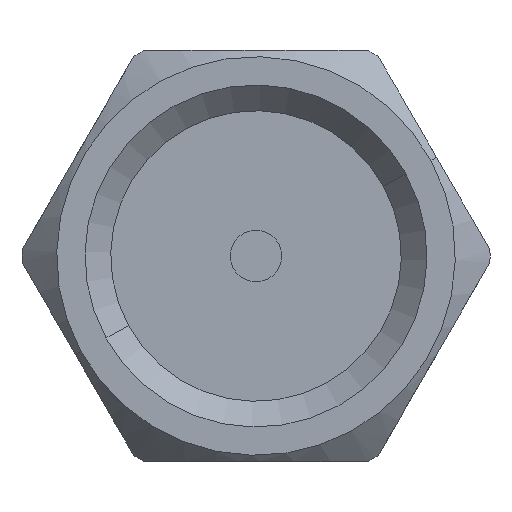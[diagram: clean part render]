
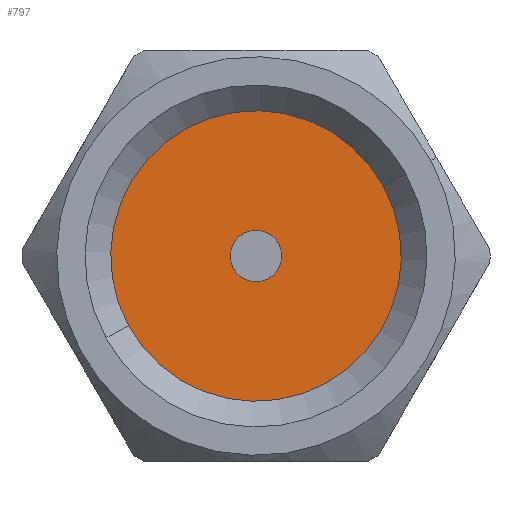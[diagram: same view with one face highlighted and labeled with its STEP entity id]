
A CAD part, left-side view. The second image highlights one B-rep face of the part: STEP entity #797.
In plain terms, the highlighted face is planar.
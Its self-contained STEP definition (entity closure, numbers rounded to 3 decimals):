
#797 = ADVANCED_FACE('',(#798,#863),#813,.T.);
#798 = FACE_BOUND('',#799,.T.);
#799 = EDGE_LOOP('',(#800,#836));
#800 = ORIENTED_EDGE('',*,*,#801,.T.);
#801 = EDGE_CURVE('',#802,#804,#806,.T.);
#802 = VERTEX_POINT('',#803);
#803 = CARTESIAN_POINT('',(-1.354,10.25,-8.679));
#804 = VERTEX_POINT('',#805);
#805 = CARTESIAN_POINT('',(1.354,10.25,-3.721));
#806 = SURFACE_CURVE('',#807,(#812,#824),.PCURVE_S1.);
#807 = CIRCLE('',#808,2.825);
#808 = AXIS2_PLACEMENT_3D('',#809,#810,#811);
#809 = CARTESIAN_POINT('',(0.,10.25,-6.2));
#810 = DIRECTION('',(0.,1.,0.));
#811 = DIRECTION('',(0.,-0.,1.));
#812 = PCURVE('',#813,#818);
#813 = PLANE('',#814);
#814 = AXIS2_PLACEMENT_3D('',#815,#816,#817);
#815 = CARTESIAN_POINT('',(0.,10.25,-3.375));
#816 = DIRECTION('',(0.,1.,0.));
#817 = DIRECTION('',(1.,0.,0.));
#818 = DEFINITIONAL_REPRESENTATION('',(#819),#823);
#819 = CIRCLE('',#820,2.825);
#820 = AXIS2_PLACEMENT_2D('',#821,#822);
#821 = CARTESIAN_POINT('',(0.,2.825));
#822 = DIRECTION('',(0.,-1.));
#823 = ( GEOMETRIC_REPRESENTATION_CONTEXT(2) 
PARAMETRIC_REPRESENTATION_CONTEXT() REPRESENTATION_CONTEXT('2D SPACE',''
  ) );
#824 = PCURVE('',#825,#830);
#825 = CYLINDRICAL_SURFACE('',#826,2.825);
#826 = AXIS2_PLACEMENT_3D('',#827,#828,#829);
#827 = CARTESIAN_POINT('',(0.,4.125,-6.2));
#828 = DIRECTION('',(0.,1.,0.));
#829 = DIRECTION('',(0.479,0.,0.878));
#830 = DEFINITIONAL_REPRESENTATION('',(#831),#835);
#831 = LINE('',#832,#833);
#832 = CARTESIAN_POINT('',(-0.5,6.125));
#833 = VECTOR('',#834,1.);
#834 = DIRECTION('',(1.,0.));
#835 = ( GEOMETRIC_REPRESENTATION_CONTEXT(2) 
PARAMETRIC_REPRESENTATION_CONTEXT() REPRESENTATION_CONTEXT('2D SPACE',''
  ) );
#836 = ORIENTED_EDGE('',*,*,#837,.T.);
#837 = EDGE_CURVE('',#804,#802,#838,.T.);
#838 = SURFACE_CURVE('',#839,(#844,#851),.PCURVE_S1.);
#839 = CIRCLE('',#840,2.825);
#840 = AXIS2_PLACEMENT_3D('',#841,#842,#843);
#841 = CARTESIAN_POINT('',(0.,10.25,-6.2));
#842 = DIRECTION('',(0.,1.,0.));
#843 = DIRECTION('',(0.,-0.,1.));
#844 = PCURVE('',#813,#845);
#845 = DEFINITIONAL_REPRESENTATION('',(#846),#850);
#846 = CIRCLE('',#847,2.825);
#847 = AXIS2_PLACEMENT_2D('',#848,#849);
#848 = CARTESIAN_POINT('',(0.,2.825));
#849 = DIRECTION('',(0.,-1.));
#850 = ( GEOMETRIC_REPRESENTATION_CONTEXT(2) 
PARAMETRIC_REPRESENTATION_CONTEXT() REPRESENTATION_CONTEXT('2D SPACE',''
  ) );
#851 = PCURVE('',#852,#857);
#852 = CYLINDRICAL_SURFACE('',#853,2.825);
#853 = AXIS2_PLACEMENT_3D('',#854,#855,#856);
#854 = CARTESIAN_POINT('',(0.,4.125,-6.2));
#855 = DIRECTION('',(0.,1.,0.));
#856 = DIRECTION('',(0.479,0.,0.878));
#857 = DEFINITIONAL_REPRESENTATION('',(#858),#862);
#858 = LINE('',#859,#860);
#859 = CARTESIAN_POINT('',(-0.5,6.125));
#860 = VECTOR('',#861,1.);
#861 = DIRECTION('',(1.,0.));
#862 = ( GEOMETRIC_REPRESENTATION_CONTEXT(2) 
PARAMETRIC_REPRESENTATION_CONTEXT() REPRESENTATION_CONTEXT('2D SPACE',''
  ) );
#863 = FACE_BOUND('',#864,.T.);
#864 = EDGE_LOOP('',(#865,#896));
#865 = ORIENTED_EDGE('',*,*,#866,.F.);
#866 = EDGE_CURVE('',#867,#869,#871,.T.);
#867 = VERTEX_POINT('',#868);
#868 = CARTESIAN_POINT('',(0.24,10.25,-5.761));
#869 = VERTEX_POINT('',#870);
#870 = CARTESIAN_POINT('',(-0.24,10.25,-6.639));
#871 = SURFACE_CURVE('',#872,(#877,#884),.PCURVE_S1.);
#872 = CIRCLE('',#873,0.5);
#873 = AXIS2_PLACEMENT_3D('',#874,#875,#876);
#874 = CARTESIAN_POINT('',(0.,10.25,-6.2));
#875 = DIRECTION('',(0.,1.,0.));
#876 = DIRECTION('',(0.,-0.,1.));
#877 = PCURVE('',#813,#878);
#878 = DEFINITIONAL_REPRESENTATION('',(#879),#883);
#879 = CIRCLE('',#880,0.5);
#880 = AXIS2_PLACEMENT_2D('',#881,#882);
#881 = CARTESIAN_POINT('',(0.,2.825));
#882 = DIRECTION('',(0.,-1.));
#883 = ( GEOMETRIC_REPRESENTATION_CONTEXT(2) 
PARAMETRIC_REPRESENTATION_CONTEXT() REPRESENTATION_CONTEXT('2D SPACE',''
  ) );
#884 = PCURVE('',#885,#890);
#885 = CYLINDRICAL_SURFACE('',#886,0.5);
#886 = AXIS2_PLACEMENT_3D('',#887,#888,#889);
#887 = CARTESIAN_POINT('',(0.,4.125,-6.2));
#888 = DIRECTION('',(0.,1.,0.));
#889 = DIRECTION('',(0.479,0.,0.878));
#890 = DEFINITIONAL_REPRESENTATION('',(#891),#895);
#891 = LINE('',#892,#893);
#892 = CARTESIAN_POINT('',(-0.5,6.125));
#893 = VECTOR('',#894,1.);
#894 = DIRECTION('',(1.,0.));
#895 = ( GEOMETRIC_REPRESENTATION_CONTEXT(2) 
PARAMETRIC_REPRESENTATION_CONTEXT() REPRESENTATION_CONTEXT('2D SPACE',''
  ) );
#896 = ORIENTED_EDGE('',*,*,#897,.F.);
#897 = EDGE_CURVE('',#869,#867,#898,.T.);
#898 = SURFACE_CURVE('',#899,(#904,#911),.PCURVE_S1.);
#899 = CIRCLE('',#900,0.5);
#900 = AXIS2_PLACEMENT_3D('',#901,#902,#903);
#901 = CARTESIAN_POINT('',(0.,10.25,-6.2));
#902 = DIRECTION('',(0.,1.,0.));
#903 = DIRECTION('',(0.,-0.,1.));
#904 = PCURVE('',#813,#905);
#905 = DEFINITIONAL_REPRESENTATION('',(#906),#910);
#906 = CIRCLE('',#907,0.5);
#907 = AXIS2_PLACEMENT_2D('',#908,#909);
#908 = CARTESIAN_POINT('',(0.,2.825));
#909 = DIRECTION('',(0.,-1.));
#910 = ( GEOMETRIC_REPRESENTATION_CONTEXT(2) 
PARAMETRIC_REPRESENTATION_CONTEXT() REPRESENTATION_CONTEXT('2D SPACE',''
  ) );
#911 = PCURVE('',#912,#917);
#912 = CYLINDRICAL_SURFACE('',#913,0.5);
#913 = AXIS2_PLACEMENT_3D('',#914,#915,#916);
#914 = CARTESIAN_POINT('',(0.,4.125,-6.2));
#915 = DIRECTION('',(0.,1.,0.));
#916 = DIRECTION('',(0.479,0.,0.878));
#917 = DEFINITIONAL_REPRESENTATION('',(#918),#922);
#918 = LINE('',#919,#920);
#919 = CARTESIAN_POINT('',(-0.5,6.125));
#920 = VECTOR('',#921,1.);
#921 = DIRECTION('',(1.,0.));
#922 = ( GEOMETRIC_REPRESENTATION_CONTEXT(2) 
PARAMETRIC_REPRESENTATION_CONTEXT() REPRESENTATION_CONTEXT('2D SPACE',''
  ) );
